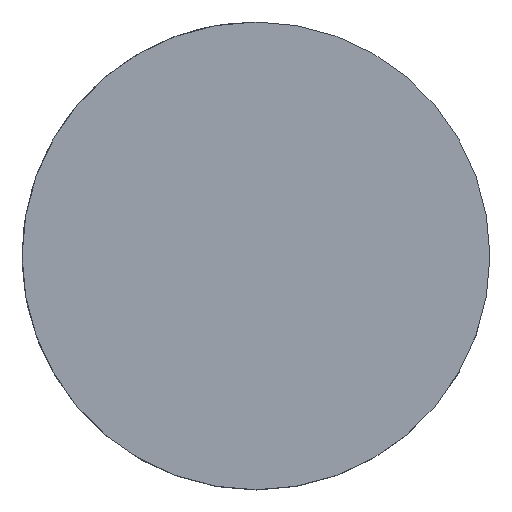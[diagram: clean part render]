
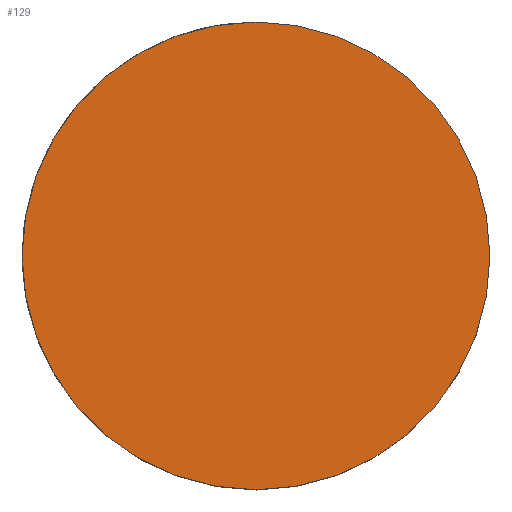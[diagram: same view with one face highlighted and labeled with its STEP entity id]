
A CAD part, top view. The second image highlights one B-rep face of the part: STEP entity #129.
In plain terms, the highlighted planar face has unit normal (0, 0, 1).
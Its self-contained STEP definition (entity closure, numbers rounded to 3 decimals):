
#109=AXIS2_PLACEMENT_3D('Plane Axis2P3D',#106,#107,#108) ;
#113=AXIS2_PLACEMENT_3D('Circle Axis2P3D',#111,#112,$) ;
#122=AXIS2_PLACEMENT_3D('Circle Axis2P3D',#120,#121,$) ;
#106=CARTESIAN_POINT('Axis2P3D Location',(1.5,1.5,24.8)) ;
#111=CARTESIAN_POINT('Axis2P3D Location',(1.5,1.5,24.8)) ;
#115=CARTESIAN_POINT('Vertex',(1.5,0.,24.8)) ;
#117=CARTESIAN_POINT('Vertex',(1.5,3.,24.8)) ;
#120=CARTESIAN_POINT('Axis2P3D Location',(1.5,1.5,24.8)) ;
#107=DIRECTION('Axis2P3D Direction',(0.,0.,-1.)) ;
#108=DIRECTION('Axis2P3D XDirection',(0.,1.,0.)) ;
#112=DIRECTION('Axis2P3D Direction',(0.,0.,-1.)) ;
#121=DIRECTION('Axis2P3D Direction',(0.,0.,-1.)) ;
#126=ORIENTED_EDGE('',*,*,#119,.F.) ;
#127=ORIENTED_EDGE('',*,*,#124,.F.) ;
#129=ADVANCED_FACE('Hauptkoerper',(#128),#110,.F.) ;
#114=CIRCLE('generated circle',#113,1.5) ;
#123=CIRCLE('generated circle',#122,1.5) ;
#119=EDGE_CURVE('',#116,#118,#114,.T.) ;
#124=EDGE_CURVE('',#118,#116,#123,.T.) ;
#125=EDGE_LOOP('',(#126,#127)) ;
#128=FACE_OUTER_BOUND('',#125,.T.) ;
#110=PLANE('',#109) ;
#116=VERTEX_POINT('',#115) ;
#118=VERTEX_POINT('',#117) ;
